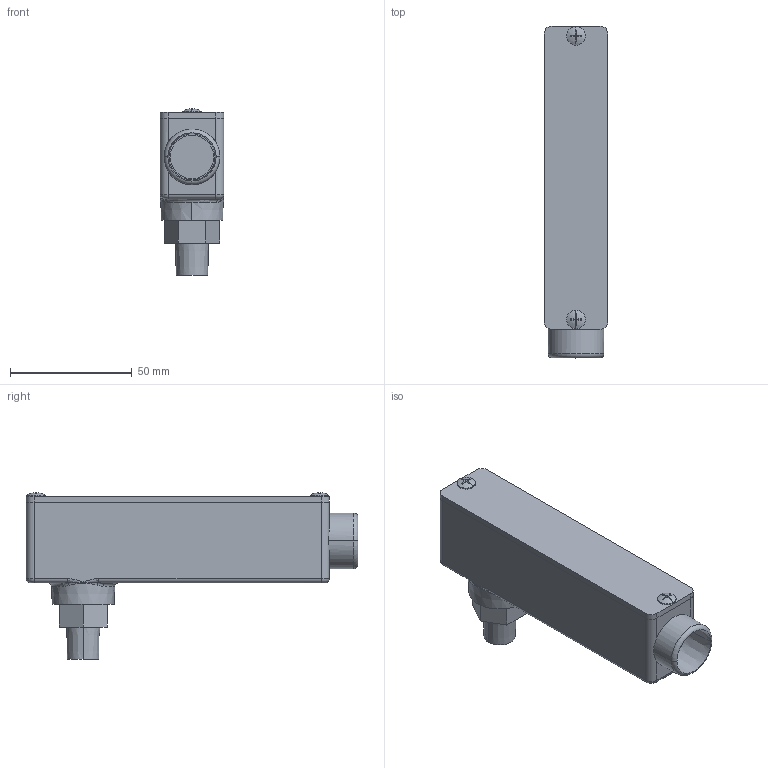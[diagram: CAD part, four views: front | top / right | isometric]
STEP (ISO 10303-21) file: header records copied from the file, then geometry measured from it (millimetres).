
FILE_DESCRIPTION (( 'STEP AP214' ), '1' );
FILE_NAME ('Pressure Transducer_Standard_0.25(8)_951.STEP', '2020-04-24T17:56:59', ( '' ), ( '' ), 'SwSTEP 2.0', 'SolidWorks 2019', '' );
FILE_SCHEMA (( 'AUTOMOTIVE_DESIGN' ));
Length unit declared in the file: inch
Products named in the file (1): Pressure Transducer_Standard_0.25(8)_951
Bounding box: 26.19 x 136.14 x 68.31 mm (x, y, z)
Volume: 20086.7 mm3; surface area: 46428 mm2
Topology: 3 solids, 3 shells, 175 faces, 438 edges, 278 vertices
Faces by surface type: plane 79, cylinder 46, torus 18, bspline 16, cone 12, sphere 4
Entity records: 8491 total; most frequent: CARTESIAN_POINT 1926, DIRECTION 914, ORIENTED_EDGE 876, EDGE_CURVE 438, AXIS2_PLACEMENT_3D 352, VERTEX_POINT 278, LINE 210, VECTOR 210
